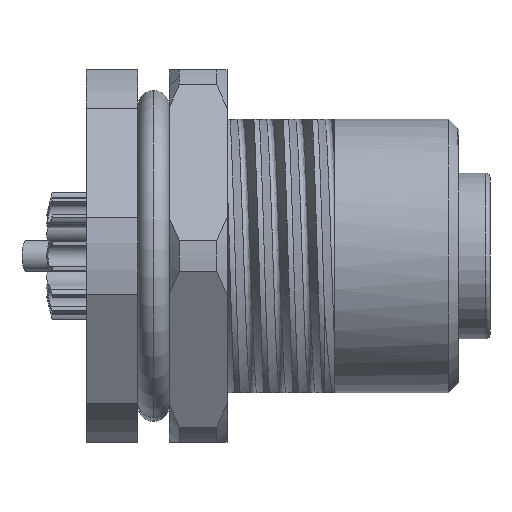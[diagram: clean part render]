
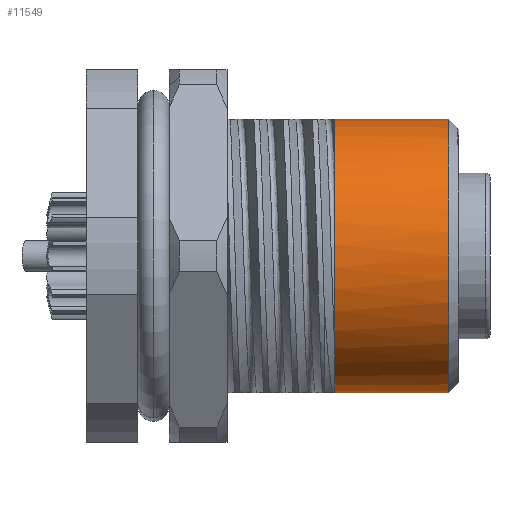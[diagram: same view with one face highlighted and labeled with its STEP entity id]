
A CAD part, front view. The second image highlights one B-rep face of the part: STEP entity #11549.
In plain terms, the highlighted cylindrical face has radius 6.6 mm (diameter 13.2 mm), a partial arc.
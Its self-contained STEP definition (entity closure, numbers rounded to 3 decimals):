
#154 = EDGE_CURVE ( 'NONE', #228, #16840, #6402, .T. ) ;
#228 = VERTEX_POINT ( 'NONE', #17013 ) ;
#813 = AXIS2_PLACEMENT_3D ( 'NONE', #21987, #4452, #23969 ) ;
#1032 = VECTOR ( 'NONE', #15091, 1000. ) ;
#1285 = FACE_OUTER_BOUND ( 'NONE', #12671, .T. ) ;
#2829 = ORIENTED_EDGE ( 'NONE', *, *, #16695, .T. ) ;
#3055 = AXIS2_PLACEMENT_3D ( 'NONE', #13751, #7773, #21651 ) ;
#4452 = DIRECTION ( 'NONE',  ( -1., 0., 0. ) ) ;
#4697 = EDGE_CURVE ( 'NONE', #24420, #25693, #18801, .T. ) ;
#4873 = VECTOR ( 'NONE', #20931, 1000. ) ;
#6402 = LINE ( 'NONE', #18937, #4873 ) ;
#7348 = CARTESIAN_POINT ( 'NONE',  ( -0.5, 0., 6.6 ) ) ;
#7773 = DIRECTION ( 'NONE',  ( -1., 0., 0. ) ) ;
#8758 = CIRCLE ( 'NONE', #813, 6.6 ) ;
#11549 = ADVANCED_FACE ( 'NONE', ( #1285 ), #19331, .T. ) ;
#12671 = EDGE_LOOP ( 'NONE', ( #18869, #2829, #18708, #14224 ) ) ;
#13751 = CARTESIAN_POINT ( 'NONE',  ( -40.569, 0., 0. ) ) ;
#14224 = ORIENTED_EDGE ( 'NONE', *, *, #14650, .F. ) ;
#14650 = EDGE_CURVE ( 'NONE', #25693, #16840, #8758, .T. ) ;
#15091 = DIRECTION ( 'NONE',  ( -1., 0., 0. ) ) ;
#15433 = CARTESIAN_POINT ( 'NONE',  ( -40.569, 0., -6.6 ) ) ;
#16652 = CARTESIAN_POINT ( 'NONE',  ( -0.5, 0., -6.6 ) ) ;
#16695 = EDGE_CURVE ( 'NONE', #24420, #228, #18338, .T. ) ;
#16840 = VERTEX_POINT ( 'NONE', #7348 ) ;
#17013 = CARTESIAN_POINT ( 'NONE',  ( 5., 0., 6.6 ) ) ;
#18338 = CIRCLE ( 'NONE', #21855, 6.6 ) ;
#18708 = ORIENTED_EDGE ( 'NONE', *, *, #154, .T. ) ;
#18801 = LINE ( 'NONE', #15433, #1032 ) ;
#18869 = ORIENTED_EDGE ( 'NONE', *, *, #4697, .F. ) ;
#18937 = CARTESIAN_POINT ( 'NONE',  ( -40.569, 0., 6.6 ) ) ;
#19331 = CYLINDRICAL_SURFACE ( 'NONE', #3055, 6.6 ) ;
#20062 = DIRECTION ( 'NONE',  ( -1., 0., 0. ) ) ;
#20159 = CARTESIAN_POINT ( 'NONE',  ( 5., 0., -6.6 ) ) ;
#20931 = DIRECTION ( 'NONE',  ( -1., 0., 0. ) ) ;
#21651 = DIRECTION ( 'NONE',  ( 0., 0., 1. ) ) ;
#21696 = DIRECTION ( 'NONE',  ( 0., 0., 1. ) ) ;
#21855 = AXIS2_PLACEMENT_3D ( 'NONE', #25719, #20062, #21696 ) ;
#21987 = CARTESIAN_POINT ( 'NONE',  ( -0.5, 0., 0. ) ) ;
#23969 = DIRECTION ( 'NONE',  ( 0., 0., 1. ) ) ;
#24420 = VERTEX_POINT ( 'NONE', #20159 ) ;
#25693 = VERTEX_POINT ( 'NONE', #16652 ) ;
#25719 = CARTESIAN_POINT ( 'NONE',  ( 5., 0., 0. ) ) ;
